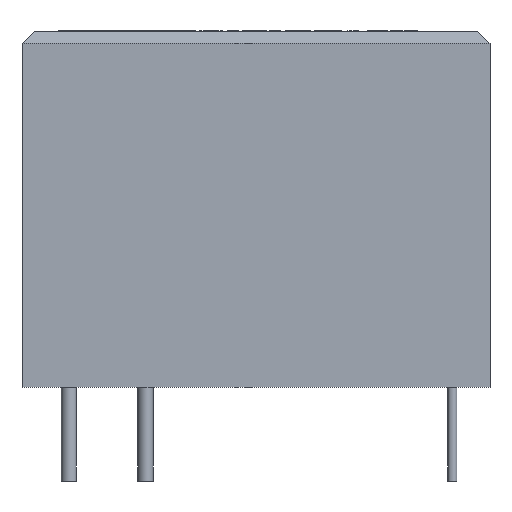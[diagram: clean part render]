
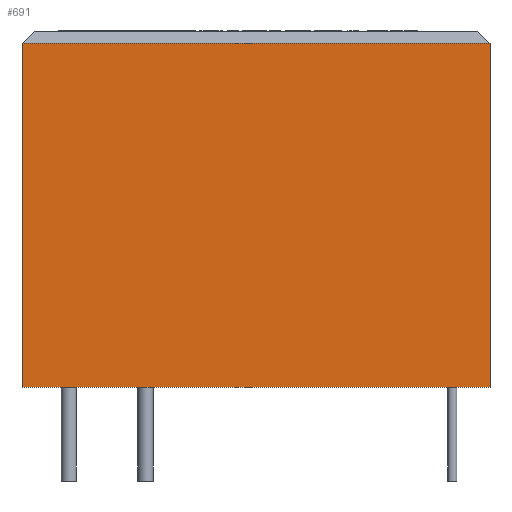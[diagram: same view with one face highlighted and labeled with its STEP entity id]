
A CAD part, front view. The second image highlights one B-rep face of the part: STEP entity #691.
In plain terms, the highlighted free-form (B-spline) face has degree [1, 1] with [2, 2] control points.
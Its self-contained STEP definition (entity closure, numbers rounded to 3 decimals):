
#456 = VERTEX_POINT('',#457);
#457 = CARTESIAN_POINT('',(-10.859,-7.356,
    15.973));
#499 = EDGE_CURVE('',#456,#500,#502,.T.);
#500 = VERTEX_POINT('',#501);
#501 = CARTESIAN_POINT('',(10.859,-7.356,
    15.973));
#502 = B_SPLINE_CURVE_WITH_KNOTS('',1,(#503,#504),.UNSPECIFIED.,.F.,.F.,
  (2,2),(0.,15.5),.PIECEWISE_BEZIER_KNOTS.);
#503 = CARTESIAN_POINT('',(-10.859,-7.356,
    15.973));
#504 = CARTESIAN_POINT('',(10.859,-7.356,
    15.973));
#644 = EDGE_CURVE('',#645,#456,#647,.T.);
#645 = VERTEX_POINT('',#646);
#646 = CARTESIAN_POINT('',(-10.859,-7.356,0.));
#647 = B_SPLINE_CURVE_WITH_KNOTS('',1,(#648,#649),.UNSPECIFIED.,.F.,.F.,
  (2,2),(0.,11.4),.PIECEWISE_BEZIER_KNOTS.);
#648 = CARTESIAN_POINT('',(-10.859,-7.356,0.));
#649 = CARTESIAN_POINT('',(-10.859,-7.356,
    15.973));
#669 = VERTEX_POINT('',#670);
#670 = CARTESIAN_POINT('',(10.859,-7.356,0.));
#675 = EDGE_CURVE('',#669,#500,#676,.T.);
#676 = B_SPLINE_CURVE_WITH_KNOTS('',1,(#677,#678),.UNSPECIFIED.,.F.,.F.,
  (2,2),(0.,11.4),.PIECEWISE_BEZIER_KNOTS.);
#677 = CARTESIAN_POINT('',(10.859,-7.356,0.));
#678 = CARTESIAN_POINT('',(10.859,-7.356,
    15.973));
#691 = ADVANCED_FACE('',(#692),#702,.F.);
#692 = FACE_BOUND('',#693,.F.);
#693 = EDGE_LOOP('',(#694,#695,#696,#697));
#694 = ORIENTED_EDGE('',*,*,#644,.T.);
#695 = ORIENTED_EDGE('',*,*,#499,.T.);
#696 = ORIENTED_EDGE('',*,*,#675,.F.);
#697 = ORIENTED_EDGE('',*,*,#698,.F.);
#698 = EDGE_CURVE('',#645,#669,#699,.T.);
#699 = B_SPLINE_CURVE_WITH_KNOTS('',1,(#700,#701),.UNSPECIFIED.,.F.,.F.,
  (2,2),(0.,15.5),.PIECEWISE_BEZIER_KNOTS.);
#700 = CARTESIAN_POINT('',(-10.859,-7.356,0.));
#701 = CARTESIAN_POINT('',(10.859,-7.356,0.));
#702 = B_SPLINE_SURFACE_WITH_KNOTS('',1,1,(
    (#703,#704)
    ,(#705,#706
    )),.UNSPECIFIED.,.F.,.F.,.F.,(2,2),(2,2),(0.,15.5),(-11.4,0.),
  .PIECEWISE_BEZIER_KNOTS.);
#703 = CARTESIAN_POINT('',(-10.859,-7.356,
    15.973));
#704 = CARTESIAN_POINT('',(-10.859,-7.356,0.));
#705 = CARTESIAN_POINT('',(10.859,-7.356,
    15.973));
#706 = CARTESIAN_POINT('',(10.859,-7.356,0.));
